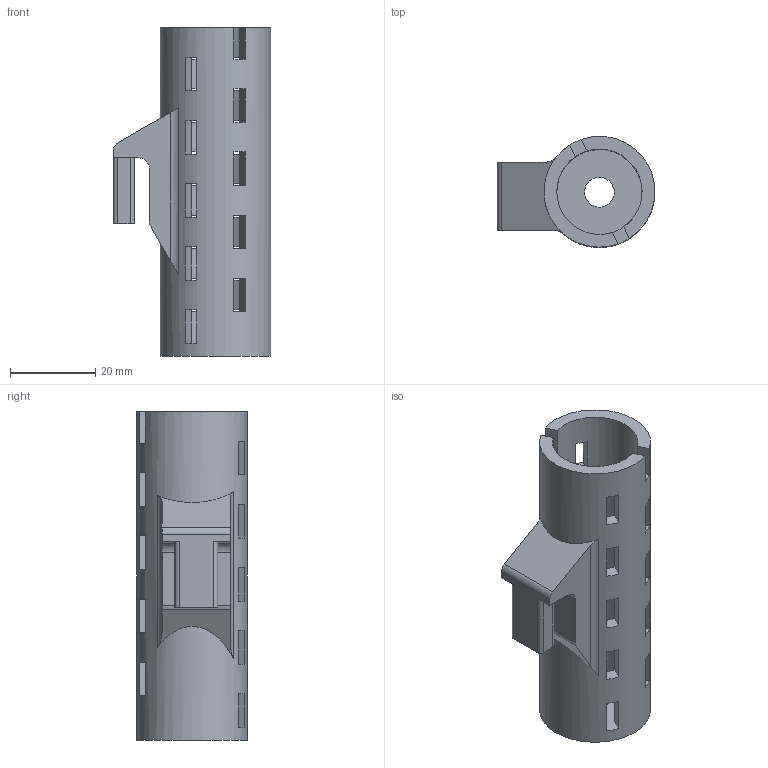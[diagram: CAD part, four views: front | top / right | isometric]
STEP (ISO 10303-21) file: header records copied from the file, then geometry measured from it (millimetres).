
FILE_DESCRIPTION(/* description */ (''),/* implementation_level */ '2;1');
FILE_NAME(/* name */ 'Penny Castle.step',/* time_stamp */ '2022-02-16T20:13:55-05:00',/* author */ (''),/* organization */ (''),/* preprocessor_version */ 'ST-DEVELOPER v18.1',/* originating_system */ 'Autodesk Translation Framework v10.13.0.1454',/* authorisation */ '');
FILE_SCHEMA (('AUTOMOTIVE_DESIGN { 1 0 10303 214 3 1 1 }'));
Length unit declared in the file: millimetre
Products named in the file (1): Penny Castle
Bounding box: 37 x 26 x 77 mm (x, y, z)
Volume: 19132.1 mm3; surface area: 13351.2 mm2
Topology: 1 solids, 1 shells, 103 faces, 309 edges, 206 vertices
Faces by surface type: plane 91, cylinder 12
Full cylindrical faces by diameter (mm): 7 x1, 20 x1, 26 x1
Entity records: 3627 total; most frequent: DIRECTION 625, CARTESIAN_POINT 619, ORIENTED_EDGE 618, EDGE_CURVE 309, AXIS2_PLACEMENT_3D 212, VERTEX_POINT 206, LINE 201, VECTOR 201
